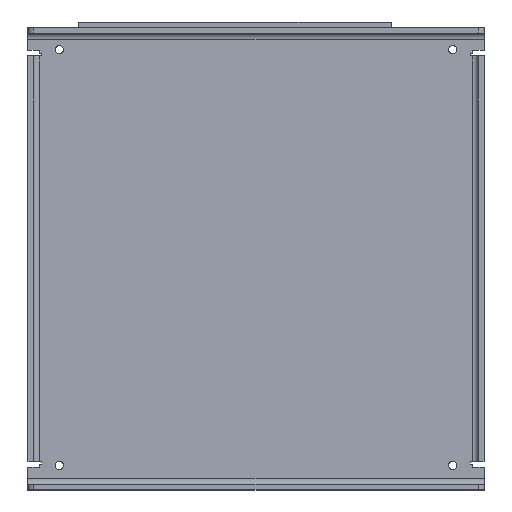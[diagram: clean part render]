
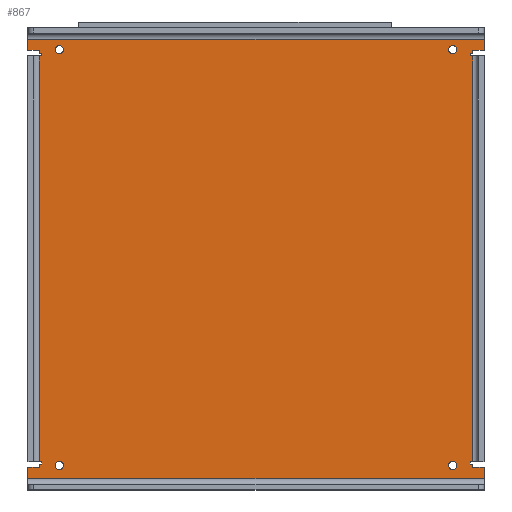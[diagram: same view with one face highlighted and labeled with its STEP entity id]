
A CAD part, top view. The second image highlights one B-rep face of the part: STEP entity #867.
In plain terms, the highlighted planar face has unit normal (0, 0, 1).
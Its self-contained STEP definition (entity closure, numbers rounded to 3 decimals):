
#260 = VERTEX_POINT('',#261);
#261 = CARTESIAN_POINT('',(81.,77.566,-5.));
#270 = VERTEX_POINT('',#271);
#271 = CARTESIAN_POINT('',(-81.,77.566,-5.));
#278 = EDGE_CURVE('',#270,#260,#279,.T.);
#279 = LINE('',#280,#281);
#280 = CARTESIAN_POINT('',(-81.,77.566,-5.));
#281 = VECTOR('',#282,1.);
#282 = DIRECTION('',(1.,0.,0.));
#867 = ADVANCED_FACE('',(#868,#1085,#1096,#1107,#1118),#1129,.T.);
#868 = FACE_BOUND('',#869,.T.);
#869 = EDGE_LOOP('',(#870,#871,#879,#887,#895,#903,#911,#919,#927,#935,
    #943,#951,#959,#967,#975,#983,#991,#999,#1007,#1015,#1023,#1031,
    #1039,#1047,#1055,#1063,#1071,#1079));
#870 = ORIENTED_EDGE('',*,*,#278,.F.);
#871 = ORIENTED_EDGE('',*,*,#872,.T.);
#872 = EDGE_CURVE('',#270,#873,#875,.T.);
#873 = VERTEX_POINT('',#874);
#874 = CARTESIAN_POINT('',(-81.,73.566,-5.));
#875 = LINE('',#876,#877);
#876 = CARTESIAN_POINT('',(-81.,77.566,-5.));
#877 = VECTOR('',#878,1.);
#878 = DIRECTION('',(0.,-1.,0.));
#879 = ORIENTED_EDGE('',*,*,#880,.T.);
#880 = EDGE_CURVE('',#873,#881,#883,.T.);
#881 = VERTEX_POINT('',#882);
#882 = CARTESIAN_POINT('',(-77.,73.566,-5.));
#883 = LINE('',#884,#885);
#884 = CARTESIAN_POINT('',(-81.,73.566,-5.));
#885 = VECTOR('',#886,1.);
#886 = DIRECTION('',(1.,0.,0.));
#887 = ORIENTED_EDGE('',*,*,#888,.T.);
#888 = EDGE_CURVE('',#881,#889,#891,.T.);
#889 = VERTEX_POINT('',#890);
#890 = CARTESIAN_POINT('',(-77.,72.366,-5.));
#891 = LINE('',#892,#893);
#892 = CARTESIAN_POINT('',(-77.,73.566,-5.));
#893 = VECTOR('',#894,1.);
#894 = DIRECTION('',(0.,-1.,0.));
#895 = ORIENTED_EDGE('',*,*,#896,.F.);
#896 = EDGE_CURVE('',#897,#889,#899,.T.);
#897 = VERTEX_POINT('',#898);
#898 = CARTESIAN_POINT('',(-76.,72.366,-5.));
#899 = LINE('',#900,#901);
#900 = CARTESIAN_POINT('',(-76.,72.366,-5.));
#901 = VECTOR('',#902,1.);
#902 = DIRECTION('',(-1.,0.,0.));
#903 = ORIENTED_EDGE('',*,*,#904,.F.);
#904 = EDGE_CURVE('',#905,#897,#907,.T.);
#905 = VERTEX_POINT('',#906);
#906 = CARTESIAN_POINT('',(-76.,71.566,-5.));
#907 = LINE('',#908,#909);
#908 = CARTESIAN_POINT('',(-76.,71.566,-5.));
#909 = VECTOR('',#910,1.);
#910 = DIRECTION('',(0.,1.,0.));
#911 = ORIENTED_EDGE('',*,*,#912,.F.);
#912 = EDGE_CURVE('',#913,#905,#915,.T.);
#913 = VERTEX_POINT('',#914);
#914 = CARTESIAN_POINT('',(-77.,71.566,-5.));
#915 = LINE('',#916,#917);
#916 = CARTESIAN_POINT('',(-77.,71.566,-5.));
#917 = VECTOR('',#918,1.);
#918 = DIRECTION('',(1.,0.,0.));
#919 = ORIENTED_EDGE('',*,*,#920,.T.);
#920 = EDGE_CURVE('',#913,#921,#923,.T.);
#921 = VERTEX_POINT('',#922);
#922 = CARTESIAN_POINT('',(-77.,-72.548,-5.));
#923 = LINE('',#924,#925);
#924 = CARTESIAN_POINT('',(-77.,73.566,-5.));
#925 = VECTOR('',#926,1.);
#926 = DIRECTION('',(0.,-1.,0.));
#927 = ORIENTED_EDGE('',*,*,#928,.F.);
#928 = EDGE_CURVE('',#929,#921,#931,.T.);
#929 = VERTEX_POINT('',#930);
#930 = CARTESIAN_POINT('',(-76.,-72.548,-5.));
#931 = LINE('',#932,#933);
#932 = CARTESIAN_POINT('',(-76.,-72.548,-5.));
#933 = VECTOR('',#934,1.);
#934 = DIRECTION('',(-1.,0.,0.));
#935 = ORIENTED_EDGE('',*,*,#936,.F.);
#936 = EDGE_CURVE('',#937,#929,#939,.T.);
#937 = VERTEX_POINT('',#938);
#938 = CARTESIAN_POINT('',(-76.,-73.348,-5.));
#939 = LINE('',#940,#941);
#940 = CARTESIAN_POINT('',(-76.,-73.348,-5.));
#941 = VECTOR('',#942,1.);
#942 = DIRECTION('',(0.,1.,0.));
#943 = ORIENTED_EDGE('',*,*,#944,.F.);
#944 = EDGE_CURVE('',#945,#937,#947,.T.);
#945 = VERTEX_POINT('',#946);
#946 = CARTESIAN_POINT('',(-77.,-73.348,-5.));
#947 = LINE('',#948,#949);
#948 = CARTESIAN_POINT('',(-77.,-73.348,-5.));
#949 = VECTOR('',#950,1.);
#950 = DIRECTION('',(1.,0.,0.));
#951 = ORIENTED_EDGE('',*,*,#952,.T.);
#952 = EDGE_CURVE('',#945,#953,#955,.T.);
#953 = VERTEX_POINT('',#954);
#954 = CARTESIAN_POINT('',(-77.,-74.548,-5.));
#955 = LINE('',#956,#957);
#956 = CARTESIAN_POINT('',(-77.,73.566,-5.));
#957 = VECTOR('',#958,1.);
#958 = DIRECTION('',(0.,-1.,0.));
#959 = ORIENTED_EDGE('',*,*,#960,.F.);
#960 = EDGE_CURVE('',#961,#953,#963,.T.);
#961 = VERTEX_POINT('',#962);
#962 = CARTESIAN_POINT('',(-81.,-74.548,-5.));
#963 = LINE('',#964,#965);
#964 = CARTESIAN_POINT('',(-81.,-74.548,-5.));
#965 = VECTOR('',#966,1.);
#966 = DIRECTION('',(1.,0.,0.));
#967 = ORIENTED_EDGE('',*,*,#968,.F.);
#968 = EDGE_CURVE('',#969,#961,#971,.T.);
#969 = VERTEX_POINT('',#970);
#970 = CARTESIAN_POINT('',(-81.,-78.548,-5.));
#971 = LINE('',#972,#973);
#972 = CARTESIAN_POINT('',(-81.,-78.548,-5.));
#973 = VECTOR('',#974,1.);
#974 = DIRECTION('',(0.,1.,0.));
#975 = ORIENTED_EDGE('',*,*,#976,.F.);
#976 = EDGE_CURVE('',#977,#969,#979,.T.);
#977 = VERTEX_POINT('',#978);
#978 = CARTESIAN_POINT('',(81.,-78.548,-5.));
#979 = LINE('',#980,#981);
#980 = CARTESIAN_POINT('',(81.,-78.548,-5.));
#981 = VECTOR('',#982,1.);
#982 = DIRECTION('',(-1.,0.,0.));
#983 = ORIENTED_EDGE('',*,*,#984,.T.);
#984 = EDGE_CURVE('',#977,#985,#987,.T.);
#985 = VERTEX_POINT('',#986);
#986 = CARTESIAN_POINT('',(81.,-74.548,-5.));
#987 = LINE('',#988,#989);
#988 = CARTESIAN_POINT('',(81.,-78.548,-5.));
#989 = VECTOR('',#990,1.);
#990 = DIRECTION('',(0.,1.,0.));
#991 = ORIENTED_EDGE('',*,*,#992,.T.);
#992 = EDGE_CURVE('',#985,#993,#995,.T.);
#993 = VERTEX_POINT('',#994);
#994 = CARTESIAN_POINT('',(77.,-74.548,-5.));
#995 = LINE('',#996,#997);
#996 = CARTESIAN_POINT('',(81.,-74.548,-5.));
#997 = VECTOR('',#998,1.);
#998 = DIRECTION('',(-1.,0.,0.));
#999 = ORIENTED_EDGE('',*,*,#1000,.T.);
#1000 = EDGE_CURVE('',#993,#1001,#1003,.T.);
#1001 = VERTEX_POINT('',#1002);
#1002 = CARTESIAN_POINT('',(77.,-73.348,-5.));
#1003 = LINE('',#1004,#1005);
#1004 = CARTESIAN_POINT('',(77.,-74.548,-5.));
#1005 = VECTOR('',#1006,1.);
#1006 = DIRECTION('',(0.,1.,0.));
#1007 = ORIENTED_EDGE('',*,*,#1008,.F.);
#1008 = EDGE_CURVE('',#1009,#1001,#1011,.T.);
#1009 = VERTEX_POINT('',#1010);
#1010 = CARTESIAN_POINT('',(76.,-73.348,-5.));
#1011 = LINE('',#1012,#1013);
#1012 = CARTESIAN_POINT('',(76.,-73.348,-5.));
#1013 = VECTOR('',#1014,1.);
#1014 = DIRECTION('',(1.,0.,0.));
#1015 = ORIENTED_EDGE('',*,*,#1016,.F.);
#1016 = EDGE_CURVE('',#1017,#1009,#1019,.T.);
#1017 = VERTEX_POINT('',#1018);
#1018 = CARTESIAN_POINT('',(76.,-72.548,-5.));
#1019 = LINE('',#1020,#1021);
#1020 = CARTESIAN_POINT('',(76.,-72.548,-5.));
#1021 = VECTOR('',#1022,1.);
#1022 = DIRECTION('',(0.,-1.,0.));
#1023 = ORIENTED_EDGE('',*,*,#1024,.F.);
#1024 = EDGE_CURVE('',#1025,#1017,#1027,.T.);
#1025 = VERTEX_POINT('',#1026);
#1026 = CARTESIAN_POINT('',(77.,-72.548,-5.));
#1027 = LINE('',#1028,#1029);
#1028 = CARTESIAN_POINT('',(77.,-72.548,-5.));
#1029 = VECTOR('',#1030,1.);
#1030 = DIRECTION('',(-1.,0.,0.));
#1031 = ORIENTED_EDGE('',*,*,#1032,.T.);
#1032 = EDGE_CURVE('',#1025,#1033,#1035,.T.);
#1033 = VERTEX_POINT('',#1034);
#1034 = CARTESIAN_POINT('',(77.,71.566,-5.));
#1035 = LINE('',#1036,#1037);
#1036 = CARTESIAN_POINT('',(77.,-74.548,-5.));
#1037 = VECTOR('',#1038,1.);
#1038 = DIRECTION('',(0.,1.,0.));
#1039 = ORIENTED_EDGE('',*,*,#1040,.F.);
#1040 = EDGE_CURVE('',#1041,#1033,#1043,.T.);
#1041 = VERTEX_POINT('',#1042);
#1042 = CARTESIAN_POINT('',(76.,71.566,-5.));
#1043 = LINE('',#1044,#1045);
#1044 = CARTESIAN_POINT('',(76.,71.566,-5.));
#1045 = VECTOR('',#1046,1.);
#1046 = DIRECTION('',(1.,0.,0.));
#1047 = ORIENTED_EDGE('',*,*,#1048,.F.);
#1048 = EDGE_CURVE('',#1049,#1041,#1051,.T.);
#1049 = VERTEX_POINT('',#1050);
#1050 = CARTESIAN_POINT('',(76.,72.366,-5.));
#1051 = LINE('',#1052,#1053);
#1052 = CARTESIAN_POINT('',(76.,72.366,-5.));
#1053 = VECTOR('',#1054,1.);
#1054 = DIRECTION('',(0.,-1.,0.));
#1055 = ORIENTED_EDGE('',*,*,#1056,.F.);
#1056 = EDGE_CURVE('',#1057,#1049,#1059,.T.);
#1057 = VERTEX_POINT('',#1058);
#1058 = CARTESIAN_POINT('',(77.,72.366,-5.));
#1059 = LINE('',#1060,#1061);
#1060 = CARTESIAN_POINT('',(77.,72.366,-5.));
#1061 = VECTOR('',#1062,1.);
#1062 = DIRECTION('',(-1.,0.,0.));
#1063 = ORIENTED_EDGE('',*,*,#1064,.T.);
#1064 = EDGE_CURVE('',#1057,#1065,#1067,.T.);
#1065 = VERTEX_POINT('',#1066);
#1066 = CARTESIAN_POINT('',(77.,73.566,-5.));
#1067 = LINE('',#1068,#1069);
#1068 = CARTESIAN_POINT('',(77.,-74.548,-5.));
#1069 = VECTOR('',#1070,1.);
#1070 = DIRECTION('',(0.,1.,0.));
#1071 = ORIENTED_EDGE('',*,*,#1072,.F.);
#1072 = EDGE_CURVE('',#1073,#1065,#1075,.T.);
#1073 = VERTEX_POINT('',#1074);
#1074 = CARTESIAN_POINT('',(81.,73.566,-5.));
#1075 = LINE('',#1076,#1077);
#1076 = CARTESIAN_POINT('',(81.,73.566,-5.));
#1077 = VECTOR('',#1078,1.);
#1078 = DIRECTION('',(-1.,0.,0.));
#1079 = ORIENTED_EDGE('',*,*,#1080,.F.);
#1080 = EDGE_CURVE('',#260,#1073,#1081,.T.);
#1081 = LINE('',#1082,#1083);
#1082 = CARTESIAN_POINT('',(81.,77.566,-5.));
#1083 = VECTOR('',#1084,1.);
#1084 = DIRECTION('',(0.,-1.,0.));
#1085 = FACE_BOUND('',#1086,.T.);
#1086 = EDGE_LOOP('',(#1087));
#1087 = ORIENTED_EDGE('',*,*,#1088,.F.);
#1088 = EDGE_CURVE('',#1089,#1089,#1091,.T.);
#1089 = VERTEX_POINT('',#1090);
#1090 = CARTESIAN_POINT('',(-68.353,-73.795,-5.));
#1091 = CIRCLE('',#1092,1.5);
#1092 = AXIS2_PLACEMENT_3D('',#1093,#1094,#1095);
#1093 = CARTESIAN_POINT('',(-69.853,-73.795,-5.));
#1094 = DIRECTION('',(0.,0.,1.));
#1095 = DIRECTION('',(1.,0.,0.));
#1096 = FACE_BOUND('',#1097,.T.);
#1097 = EDGE_LOOP('',(#1098));
#1098 = ORIENTED_EDGE('',*,*,#1099,.F.);
#1099 = EDGE_CURVE('',#1100,#1100,#1102,.T.);
#1100 = VERTEX_POINT('',#1101);
#1101 = CARTESIAN_POINT('',(71.351,-73.795,-5.));
#1102 = CIRCLE('',#1103,1.5);
#1103 = AXIS2_PLACEMENT_3D('',#1104,#1105,#1106);
#1104 = CARTESIAN_POINT('',(69.851,-73.795,-5.));
#1105 = DIRECTION('',(0.,0.,1.));
#1106 = DIRECTION('',(1.,0.,0.));
#1107 = FACE_BOUND('',#1108,.T.);
#1108 = EDGE_LOOP('',(#1109));
#1109 = ORIENTED_EDGE('',*,*,#1110,.F.);
#1110 = EDGE_CURVE('',#1111,#1111,#1113,.T.);
#1111 = VERTEX_POINT('',#1112);
#1112 = CARTESIAN_POINT('',(-68.353,73.792,-5.));
#1113 = CIRCLE('',#1114,1.5);
#1114 = AXIS2_PLACEMENT_3D('',#1115,#1116,#1117);
#1115 = CARTESIAN_POINT('',(-69.853,73.792,-5.));
#1116 = DIRECTION('',(0.,0.,1.));
#1117 = DIRECTION('',(1.,0.,0.));
#1118 = FACE_BOUND('',#1119,.T.);
#1119 = EDGE_LOOP('',(#1120));
#1120 = ORIENTED_EDGE('',*,*,#1121,.F.);
#1121 = EDGE_CURVE('',#1122,#1122,#1124,.T.);
#1122 = VERTEX_POINT('',#1123);
#1123 = CARTESIAN_POINT('',(71.351,73.802,-5.));
#1124 = CIRCLE('',#1125,1.5);
#1125 = AXIS2_PLACEMENT_3D('',#1126,#1127,#1128);
#1126 = CARTESIAN_POINT('',(69.851,73.802,-5.));
#1127 = DIRECTION('',(0.,0.,1.));
#1128 = DIRECTION('',(1.,0.,0.));
#1129 = PLANE('',#1130);
#1130 = AXIS2_PLACEMENT_3D('',#1131,#1132,#1133);
#1131 = CARTESIAN_POINT('',(0.,-0.469,-5.));
#1132 = DIRECTION('',(0.,0.,1.));
#1133 = DIRECTION('',(1.,0.,0.));
